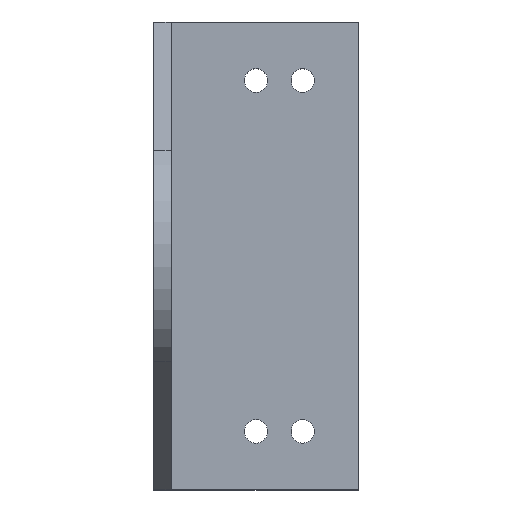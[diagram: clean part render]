
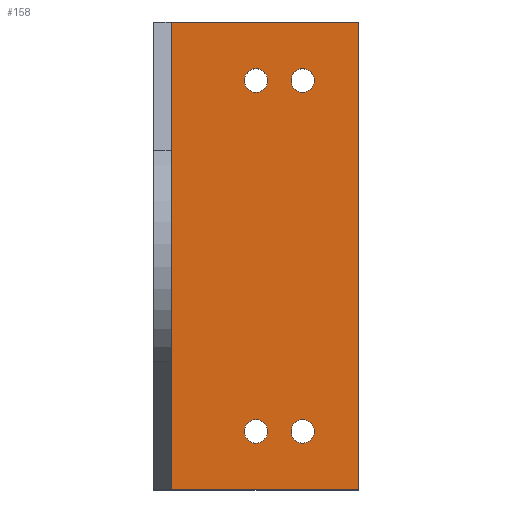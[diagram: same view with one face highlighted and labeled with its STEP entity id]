
A CAD part, top view. The second image highlights one B-rep face of the part: STEP entity #158.
In plain terms, the highlighted planar face has unit normal (0, 0, 1).
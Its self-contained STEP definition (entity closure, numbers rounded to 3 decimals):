
#40 = VERTEX_POINT('',#41);
#41 = CARTESIAN_POINT('',(17.5,40.,0.));
#47 = EDGE_CURVE('',#48,#40,#50,.T.);
#48 = VERTEX_POINT('',#49);
#49 = CARTESIAN_POINT('',(-14.5,40.,0.));
#50 = LINE('',#51,#52);
#51 = CARTESIAN_POINT('',(-17.5,40.,0.));
#52 = VECTOR('',#53,1.);
#53 = DIRECTION('',(1.,0.,0.));
#110 = VERTEX_POINT('',#111);
#111 = CARTESIAN_POINT('',(17.5,-40.,0.));
#117 = EDGE_CURVE('',#40,#110,#118,.T.);
#118 = LINE('',#119,#120);
#119 = CARTESIAN_POINT('',(17.5,40.,0.));
#120 = VECTOR('',#121,1.);
#121 = DIRECTION('',(0.,-1.,0.));
#158 = ADVANCED_FACE('',(#159,#177,#188,#199,#210),#221,.F.);
#159 = FACE_BOUND('',#160,.F.);
#160 = EDGE_LOOP('',(#161,#169,#170,#171));
#161 = ORIENTED_EDGE('',*,*,#162,.T.);
#162 = EDGE_CURVE('',#163,#48,#165,.T.);
#163 = VERTEX_POINT('',#164);
#164 = CARTESIAN_POINT('',(-14.5,-40.,0.));
#165 = LINE('',#166,#167);
#166 = CARTESIAN_POINT('',(-14.5,-40.,0.));
#167 = VECTOR('',#168,1.);
#168 = DIRECTION('',(0.,1.,0.));
#169 = ORIENTED_EDGE('',*,*,#47,.T.);
#170 = ORIENTED_EDGE('',*,*,#117,.T.);
#171 = ORIENTED_EDGE('',*,*,#172,.T.);
#172 = EDGE_CURVE('',#110,#163,#173,.T.);
#173 = LINE('',#174,#175);
#174 = CARTESIAN_POINT('',(17.5,-40.,0.));
#175 = VECTOR('',#176,1.);
#176 = DIRECTION('',(-1.,0.,0.));
#177 = FACE_BOUND('',#178,.F.);
#178 = EDGE_LOOP('',(#179));
#179 = ORIENTED_EDGE('',*,*,#180,.T.);
#180 = EDGE_CURVE('',#181,#181,#183,.T.);
#181 = VERTEX_POINT('',#182);
#182 = CARTESIAN_POINT('',(10.,-30.,0.));
#183 = CIRCLE('',#184,2.);
#184 = AXIS2_PLACEMENT_3D('',#185,#186,#187);
#185 = CARTESIAN_POINT('',(8.,-30.,0.));
#186 = DIRECTION('',(0.,0.,1.));
#187 = DIRECTION('',(1.,0.,0.));
#188 = FACE_BOUND('',#189,.F.);
#189 = EDGE_LOOP('',(#190));
#190 = ORIENTED_EDGE('',*,*,#191,.T.);
#191 = EDGE_CURVE('',#192,#192,#194,.T.);
#192 = VERTEX_POINT('',#193);
#193 = CARTESIAN_POINT('',(2.,-30.,0.));
#194 = CIRCLE('',#195,2.);
#195 = AXIS2_PLACEMENT_3D('',#196,#197,#198);
#196 = CARTESIAN_POINT('',(0.,-30.,0.));
#197 = DIRECTION('',(0.,0.,1.));
#198 = DIRECTION('',(1.,0.,0.));
#199 = FACE_BOUND('',#200,.F.);
#200 = EDGE_LOOP('',(#201));
#201 = ORIENTED_EDGE('',*,*,#202,.T.);
#202 = EDGE_CURVE('',#203,#203,#205,.T.);
#203 = VERTEX_POINT('',#204);
#204 = CARTESIAN_POINT('',(10.,30.,0.));
#205 = CIRCLE('',#206,2.);
#206 = AXIS2_PLACEMENT_3D('',#207,#208,#209);
#207 = CARTESIAN_POINT('',(8.,30.,0.));
#208 = DIRECTION('',(0.,0.,1.));
#209 = DIRECTION('',(1.,0.,0.));
#210 = FACE_BOUND('',#211,.F.);
#211 = EDGE_LOOP('',(#212));
#212 = ORIENTED_EDGE('',*,*,#213,.T.);
#213 = EDGE_CURVE('',#214,#214,#216,.T.);
#214 = VERTEX_POINT('',#215);
#215 = CARTESIAN_POINT('',(2.,30.,0.));
#216 = CIRCLE('',#217,2.);
#217 = AXIS2_PLACEMENT_3D('',#218,#219,#220);
#218 = CARTESIAN_POINT('',(0.,30.,0.));
#219 = DIRECTION('',(0.,0.,1.));
#220 = DIRECTION('',(1.,0.,0.));
#221 = PLANE('',#222);
#222 = AXIS2_PLACEMENT_3D('',#223,#224,#225);
#223 = CARTESIAN_POINT('',(0.,0.,0.));
#224 = DIRECTION('',(-0.,-0.,-1.));
#225 = DIRECTION('',(-1.,0.,0.));
